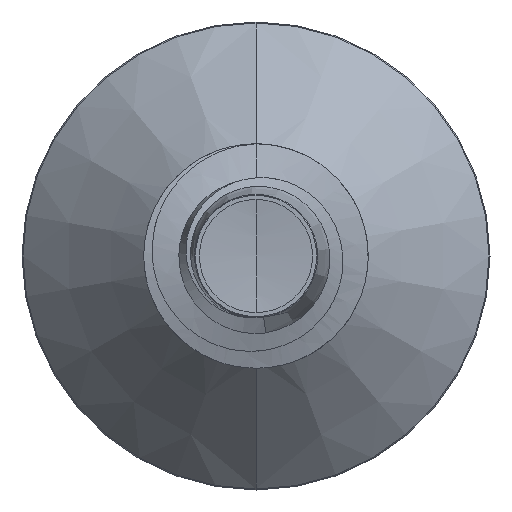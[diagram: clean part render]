
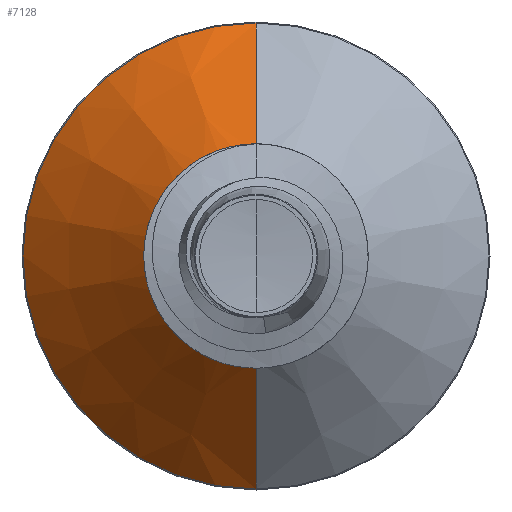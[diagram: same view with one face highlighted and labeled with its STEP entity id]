
A CAD part, front view. The second image highlights one B-rep face of the part: STEP entity #7128.
In plain terms, the highlighted conical face has half-angle 45 degrees and reference radius 1.633 mm.
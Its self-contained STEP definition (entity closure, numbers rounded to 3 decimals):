
#243 = LINE ( 'NONE', #6303, #3777 ) ;
#1308 = VERTEX_POINT ( 'NONE', #3475 ) ;
#1960 = ORIENTED_EDGE ( 'NONE', *, *, #6683, .T. ) ;
#2019 = ORIENTED_EDGE ( 'NONE', *, *, #3805, .T. ) ;
#2099 = ORIENTED_EDGE ( 'NONE', *, *, #8143, .F. ) ;
#2132 = VECTOR ( 'NONE', #6260, 1000. ) ;
#2213 = CONICAL_SURFACE ( 'NONE', #6603, 1.632, 0.785 ) ;
#2742 = VERTEX_POINT ( 'NONE', #7878 ) ;
#3475 = CARTESIAN_POINT ( 'NONE',  ( 0., 3.332, -1.632 ) ) ;
#3640 = DIRECTION ( 'NONE',  ( 0., 0., 1. ) ) ;
#3650 = DIRECTION ( 'NONE',  ( 0., 1., 0. ) ) ;
#3664 = CARTESIAN_POINT ( 'NONE',  ( 0., 5.335, 0. ) ) ;
#3777 = VECTOR ( 'NONE', #6275, 1000. ) ;
#3805 = EDGE_CURVE ( 'NONE', #7153, #4138, #243, .T. ) ;
#3927 = EDGE_CURVE ( 'NONE', #1308, #2742, #4164, .T. ) ;
#4138 = VERTEX_POINT ( 'NONE', #4484 ) ;
#4164 = LINE ( 'NONE', #5940, #2132 ) ;
#4484 = CARTESIAN_POINT ( 'NONE',  ( 0., 5.335, 3.635 ) ) ;
#5109 = CIRCLE ( 'NONE', #6752, 1.632 ) ;
#5457 = EDGE_LOOP ( 'NONE', ( #7396, #1960, #2019, #2099 ) ) ;
#5940 = CARTESIAN_POINT ( 'NONE',  ( 0., 3.332, -1.632 ) ) ;
#5968 = CARTESIAN_POINT ( 'NONE',  ( 0., 3.332, 1.632 ) ) ;
#5990 = AXIS2_PLACEMENT_3D ( 'NONE', #3664, #3650, #3640 ) ;
#5992 = DIRECTION ( 'NONE',  ( 0., 0., 1. ) ) ;
#6000 = CARTESIAN_POINT ( 'NONE',  ( 0., 3.332, 0. ) ) ;
#6088 = DIRECTION ( 'NONE',  ( 0., 1., 0. ) ) ;
#6260 = DIRECTION ( 'NONE',  ( 0., 0.707, -0.707 ) ) ;
#6275 = DIRECTION ( 'NONE',  ( 0., 0.707, 0.707 ) ) ;
#6303 = CARTESIAN_POINT ( 'NONE',  ( 0., 3.332, 1.632 ) ) ;
#6515 = DIRECTION ( 'NONE',  ( 0., 0., 1. ) ) ;
#6524 = DIRECTION ( 'NONE',  ( 0., 1., 0. ) ) ;
#6531 = CARTESIAN_POINT ( 'NONE',  ( 0., 3.332, 0. ) ) ;
#6603 = AXIS2_PLACEMENT_3D ( 'NONE', #6000, #6088, #5992 ) ;
#6683 = EDGE_CURVE ( 'NONE', #1308, #7153, #5109, .T. ) ;
#6752 = AXIS2_PLACEMENT_3D ( 'NONE', #6531, #6524, #6515 ) ;
#7128 = ADVANCED_FACE ( 'NONE', ( #7630 ), #2213, .T. ) ;
#7153 = VERTEX_POINT ( 'NONE', #5968 ) ;
#7396 = ORIENTED_EDGE ( 'NONE', *, *, #3927, .F. ) ;
#7630 = FACE_OUTER_BOUND ( 'NONE', #5457, .T. ) ;
#7878 = CARTESIAN_POINT ( 'NONE',  ( 0., 5.335, -3.635 ) ) ;
#8143 = EDGE_CURVE ( 'NONE', #2742, #4138, #8339, .T. ) ;
#8339 = CIRCLE ( 'NONE', #5990, 3.635 ) ;
